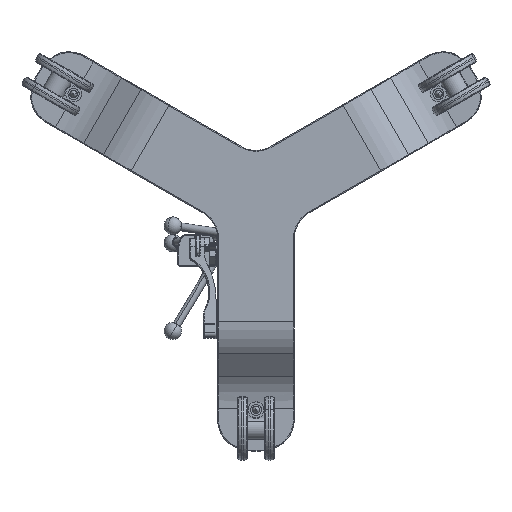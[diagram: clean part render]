
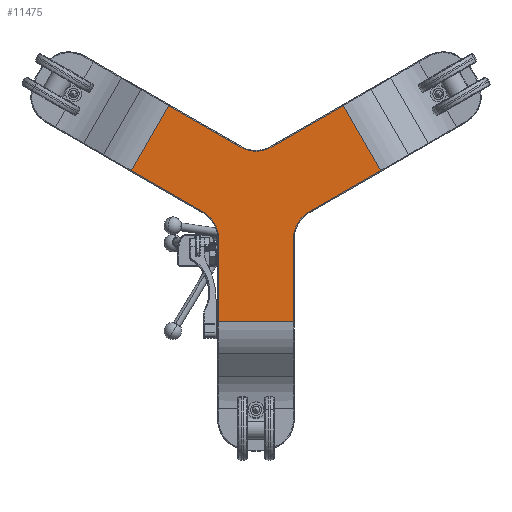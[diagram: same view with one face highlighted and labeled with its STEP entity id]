
A CAD part, front view. The second image highlights one B-rep face of the part: STEP entity #11475.
In plain terms, the highlighted planar face has unit normal (0, -1, 0).
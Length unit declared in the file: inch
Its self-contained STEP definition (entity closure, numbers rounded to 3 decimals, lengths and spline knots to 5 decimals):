
#249 = LINE ( 'NONE', #69938, #60772 ) ;
#690 = DIRECTION ( 'NONE',  ( 0.5, 0., 0.866 ) ) ;
#969 = VERTEX_POINT ( 'NONE', #66086 ) ;
#1933 = EDGE_CURVE ( 'Defeatured_1_801+Defeatured_1_394+Defeatured_1_396+Defeatured_1_392', #87811, #30802, #63247, .T. ) ;
#2098 = LINE ( 'NONE', #63255, #64305 ) ;
#2388 = DIRECTION ( 'NONE',  ( -0.866, 0., -0.5 ) ) ;
#3274 = VERTEX_POINT ( 'NONE', #63915 ) ;
#4160 = LINE ( 'NONE', #63994, #13406 ) ;
#8317 = DIRECTION ( 'NONE',  ( -0.866, 0., 0.5 ) ) ;
#9398 = CARTESIAN_POINT ( 'NONE',  ( -2.94, -3.25, -9.57984 ) ) ;
#9614 = DIRECTION ( 'NONE',  ( 1., 0., 0. ) ) ;
#10537 = DIRECTION ( 'NONE',  ( 0.866, 0., -0.5 ) ) ;
#11433 = EDGE_CURVE ( 'Defeatured_1_801+Defeatured_1_405+Defeatured_1_403+Defeatured_1_805', #26475, #46449, #249, .T. ) ;
#11475 = ADVANCED_FACE ( 'Defeatured_1_801', ( #77148 ), #49712, .F. ) ;
#11990 = LINE ( 'NONE', #65962, #67608 ) ;
#13406 = VECTOR ( 'NONE', #2388, 39.37008 ) ;
#13704 = CARTESIAN_POINT ( 'NONE',  ( -10.99628, -3.25, 2.95389 ) ) ;
#14323 = ORIENTED_EDGE ( 'NONE', *, *, #37298, .T. ) ;
#14706 = CARTESIAN_POINT ( 'NONE',  ( -6.82638, -3.25, 7.33603 ) ) ;
#15282 = ORIENTED_EDGE ( 'NONE', *, *, #66103, .T. ) ;
#16380 = CARTESIAN_POINT ( 'NONE',  ( 0., -3.25, 6.11991 ) ) ;
#17058 = ORIENTED_EDGE ( 'NONE', *, *, #11433, .T. ) ;
#17246 = DIRECTION ( 'NONE',  ( 0., 1., 0. ) ) ;
#17289 = DIRECTION ( 'NONE',  ( 0., 1., 0. ) ) ;
#17699 = AXIS2_PLACEMENT_3D ( 'NONE', #78507, #17289, #10537 ) ;
#17860 = DIRECTION ( 'NONE',  ( 0.866, 0., 0.5 ) ) ;
#18538 = DIRECTION ( 'NONE',  ( 0., 1., 0. ) ) ;
#19596 = CARTESIAN_POINT ( 'NONE',  ( 2.94, -3.25, -9.57984 ) ) ;
#20229 = DIRECTION ( 'NONE',  ( 0., 0., -1. ) ) ;
#21033 = EDGE_LOOP ( 'NONE', ( #41060, #48319, #42759, #51077, #77418, #69613, #36325, #27885, #30525, #14323, #15282, #17058 ) ) ;
#21322 = CIRCLE ( 'NONE', #65825, 2.36 ) ;
#22985 = EDGE_CURVE ( 'Defeatured_1_801+Defeatured_1_392+Defeatured_1_394+Defeatured_1_692', #30802, #44771, #35911, .T. ) ;
#26475 = VERTEX_POINT ( 'NONE', #29475 ) ;
#27021 = CARTESIAN_POINT ( 'NONE',  ( -9.76638, -3.25, 2.2438 ) ) ;
#27429 = CARTESIAN_POINT ( 'NONE',  ( 4.12, -3.25, -1.01614 ) ) ;
#27885 = ORIENTED_EDGE ( 'NONE', *, *, #50801, .T. ) ;
#28620 = EDGE_CURVE ( 'Defeatured_1_801+Defeatured_1_688+Defeatured_1_377+Defeatured_1_401', #3274, #969, #48133, .T. ) ;
#28911 = AXIS2_PLACEMENT_3D ( 'NONE', #53206, #17246, #80661 ) ;
#29475 = CARTESIAN_POINT ( 'NONE',  ( -1.18, -3.25, 4.07609 ) ) ;
#30525 = ORIENTED_EDGE ( 'NONE', *, *, #28620, .T. ) ;
#30699 = CARTESIAN_POINT ( 'NONE',  ( -5.3, -3.25, -3.05996 ) ) ;
#30802 = VERTEX_POINT ( 'NONE', #51095 ) ;
#31368 = VECTOR ( 'NONE', #75548, 39.37008 ) ;
#35328 = EDGE_CURVE ( 'Defeatured_1_801+Defeatured_1_396+Defeatured_1_805+Defeatured_1_394', #49696, #87811, #75333, .T. ) ;
#35911 = LINE ( 'NONE', #76461, #55500 ) ;
#36325 = ORIENTED_EDGE ( 'NONE', *, *, #69978, .T. ) ;
#37298 = EDGE_CURVE ( 'Defeatured_1_801+Defeatured_1_401+Defeatured_1_688+Defeatured_1_403', #969, #58281, #4160, .T. ) ;
#40499 = VECTOR ( 'NONE', #69015, 39.37008 ) ;
#41060 = ORIENTED_EDGE ( 'NONE', *, *, #80012, .F. ) ;
#42759 = ORIENTED_EDGE ( 'NONE', *, *, #1933, .T. ) ;
#43596 = EDGE_CURVE ( 'Defeatured_1_801+Defeatured_1_692+Defeatured_1_392+Defeatured_1_373', #44771, #48063, #50558, .T. ) ;
#44771 = VERTEX_POINT ( 'NONE', #9398 ) ;
#44774 = CARTESIAN_POINT ( 'NONE',  ( 2.94, -3.25, -3.05996 ) ) ;
#46331 = EDGE_CURVE ( 'Defeatured_1_801+Defeatured_1_373+Defeatured_1_692+Defeatured_1_375', #48063, #62526, #2098, .T. ) ;
#46449 = VERTEX_POINT ( 'NONE', #14706 ) ;
#48063 = VERTEX_POINT ( 'NONE', #19596 ) ;
#48133 = LINE ( 'NONE', #76891, #31368 ) ;
#48319 = ORIENTED_EDGE ( 'NONE', *, *, #35328, .T. ) ;
#49696 = VERTEX_POINT ( 'NONE', #27021 ) ;
#49712 = PLANE ( 'NONE',  #17699 ) ;
#50219 = DIRECTION ( 'NONE',  ( 0., 0., 1. ) ) ;
#50558 = LINE ( 'NONE', #78898, #82985 ) ;
#50801 = EDGE_CURVE ( 'Defeatured_1_801+Defeatured_1_377+Defeatured_1_375+Defeatured_1_688', #66719, #3274, #11990, .T. ) ;
#51077 = ORIENTED_EDGE ( 'NONE', *, *, #22985, .T. ) ;
#51095 = CARTESIAN_POINT ( 'NONE',  ( -2.94, -3.25, -3.05996 ) ) ;
#52319 = DIRECTION ( 'NONE',  ( -1., 0., 0. ) ) ;
#53206 = CARTESIAN_POINT ( 'NONE',  ( 5.3, -3.25, -3.05996 ) ) ;
#54605 = CARTESIAN_POINT ( 'NONE',  ( 1.18, -3.25, 4.07609 ) ) ;
#55500 = VECTOR ( 'NONE', #20229, 39.37008 ) ;
#56193 = CIRCLE ( 'NONE', #28911, 2.36 ) ;
#58281 = VERTEX_POINT ( 'NONE', #54605 ) ;
#60772 = VECTOR ( 'NONE', #8317, 39.37008 ) ;
#62526 = VERTEX_POINT ( 'NONE', #44774 ) ;
#63247 = CIRCLE ( 'NONE', #87767, 2.36 ) ;
#63255 = CARTESIAN_POINT ( 'NONE',  ( 2.94, -3.25, 2.0359 ) ) ;
#63885 = VECTOR ( 'NONE', #690, 39.37008 ) ;
#63915 = CARTESIAN_POINT ( 'NONE',  ( 9.76638, -3.25, 2.2438 ) ) ;
#63994 = CARTESIAN_POINT ( 'NONE',  ( -9.23314, -3.25, -1.93594 ) ) ;
#64305 = VECTOR ( 'NONE', #50219, 39.37008 ) ;
#65825 = AXIS2_PLACEMENT_3D ( 'NONE', #16380, #72120, #77128 ) ;
#65962 = CARTESIAN_POINT ( 'NONE',  ( -6.29314, -3.25, -7.02817 ) ) ;
#66086 = CARTESIAN_POINT ( 'NONE',  ( 6.82638, -3.25, 7.33603 ) ) ;
#66103 = EDGE_CURVE ( 'Defeatured_1_801+Defeatured_1_403+Defeatured_1_401+Defeatured_1_405', #58281, #26475, #21322, .T. ) ;
#66719 = VERTEX_POINT ( 'NONE', #27429 ) ;
#67608 = VECTOR ( 'NONE', #17860, 39.37008 ) ;
#69015 = DIRECTION ( 'NONE',  ( 0.866, 0., -0.5 ) ) ;
#69613 = ORIENTED_EDGE ( 'NONE', *, *, #46331, .T. ) ;
#69938 = CARTESIAN_POINT ( 'NONE',  ( -8.05628, -3.25, 8.04611 ) ) ;
#69978 = EDGE_CURVE ( 'Defeatured_1_801+Defeatured_1_375+Defeatured_1_373+Defeatured_1_377', #62526, #66719, #56193, .T. ) ;
#72120 = DIRECTION ( 'NONE',  ( 0., 1., 0. ) ) ;
#75333 = LINE ( 'NONE', #13704, #40499 ) ;
#75548 = DIRECTION ( 'NONE',  ( -0.5, 0., 0.866 ) ) ;
#76461 = CARTESIAN_POINT ( 'NONE',  ( -2.94, -3.25, 2.0359 ) ) ;
#76891 = CARTESIAN_POINT ( 'NONE',  ( 6.29638, -3.25, 8.25402 ) ) ;
#77128 = DIRECTION ( 'NONE',  ( -1., 0., 0. ) ) ;
#77135 = LINE ( 'NONE', #83466, #63885 ) ;
#77148 = FACE_OUTER_BOUND ( 'NONE', #21033, .T. ) ;
#77418 = ORIENTED_EDGE ( 'NONE', *, *, #43596, .T. ) ;
#78357 = CARTESIAN_POINT ( 'NONE',  ( -4.12, -3.25, -1.01614 ) ) ;
#78507 = CARTESIAN_POINT ( 'NONE',  ( -8.81749, -3.25, -15.27233 ) ) ;
#78898 = CARTESIAN_POINT ( 'NONE',  ( 4., -3.25, -9.57984 ) ) ;
#80012 = EDGE_CURVE ( 'Defeatured_1_805+Defeatured_1_801+Defeatured_1_398+Defeatured_1_407', #49696, #46449, #77135, .T. ) ;
#80661 = DIRECTION ( 'NONE',  ( -1., 0., 0. ) ) ;
#82985 = VECTOR ( 'NONE', #9614, 39.37008 ) ;
#83466 = CARTESIAN_POINT ( 'NONE',  ( -17.11387, -3.25, -10.48242 ) ) ;
#87767 = AXIS2_PLACEMENT_3D ( 'NONE', #30699, #18538, #52319 ) ;
#87811 = VERTEX_POINT ( 'NONE', #78357 ) ;
